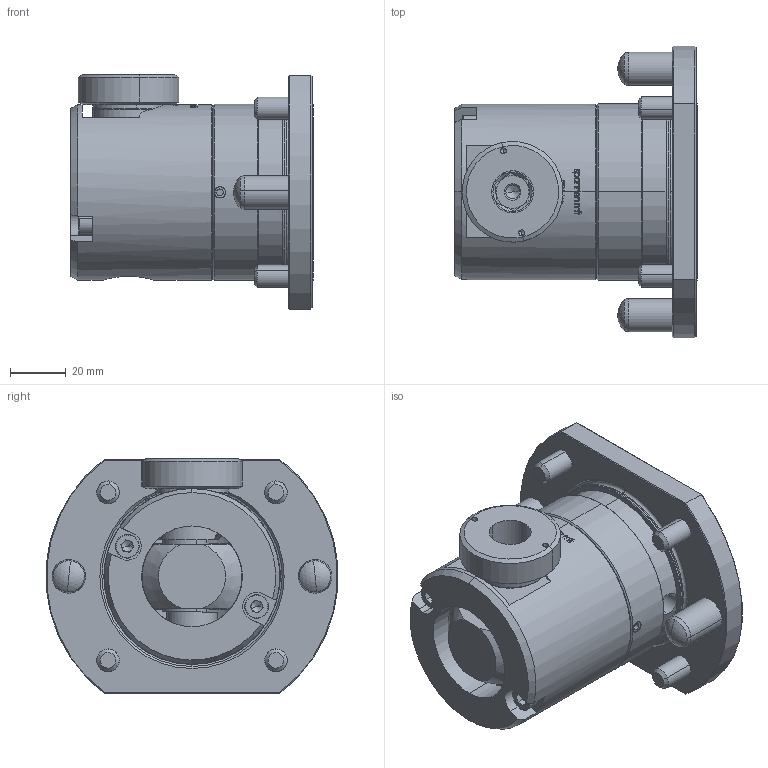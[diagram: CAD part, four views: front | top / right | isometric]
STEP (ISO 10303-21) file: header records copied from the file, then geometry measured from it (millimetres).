
FILE_DESCRIPTION (( 'STEP AP214' ), '1' );
FILE_NAME ('U63-PS6.BER.009.STEP', '2018-04-24T09:03:48', ( 'SWIAdmin' ), ( 'Hewlett-Packard Company' ), 'SwSTEP 2.0', 'SolidWorks 2017', '' );
FILE_SCHEMA (( 'AUTOMOTIVE_DESIGN' ));
Length unit declared in the file: millimetre
Products named in the file (21): ISO 8735 Ø12x28; U63-PS6.037.009_B; ISO 8752 4x12; ISO 4026 - M6 x 6; U63-PS6.BER.009; DIN 3771 - 19x2; 986.19337.000.1; O-Ring_1.50-AD18.00; 763.18832.001.1; 18832_999.20005.714.0.01; O-Ring_2.00-AD24.00; 765.16008.001.0; 765.16008.001.0_ET.02; 745.16008.004.0.01; 786.19239.106.0.01; 777.18832.002.0; U63-PS6.BER.012_A; U63-PS6.BER.003_A; ISO 4762 - M5 x 50; U63-PS6.BER.051_A; DIN 7991 - M8x20
Assembly tree (31 placements, depth 4):
  U63-PS6.BER.009
    U63-PS6.037.009_B
    ISO 8735 Ø12x28  x2
    DIN 7991 - M8x20  x4
    U63-PS6.BER.051_A
    ISO 4762 - M5 x 50  x2
    U63-PS6.BER.003_A
    U63-PS6.BER.012_A
    986.19337.000.1
      777.18832.002.0  x2
      786.19239.106.0.01
      745.16008.004.0.01
      765.16008.001.0
        765.16008.001.0_ET.02  x6
      O-Ring_2.00-AD24.00
      18832_999.20005.714.0.01
      763.18832.001.1
      O-Ring_1.50-AD18.00
    DIN 3771 - 19x2
    ISO 4026 - M6 x 6
    ISO 8752 4x12
Bounding box: 86.8 x 104.13 x 83.75 mm (x, y, z)
Volume: 249008.2 mm3; surface area: 93468.9 mm2
Topology: 29 solids, 30 shells, 916 faces, 2420 edges, 1572 vertices
Faces by surface type: cylinder 268, plane 253, cone 232, bspline 132, torus 25, sphere 6
Entity records: 30444 total; most frequent: CARTESIAN_POINT 10664, ORIENTED_EDGE 3340, DIRECTION 3139, EDGE_CURVE 1670, AXIS2_PLACEMENT_3D 1312, VERTEX_POINT 1124, CIRCLE 728, EDGE_LOOP 726
